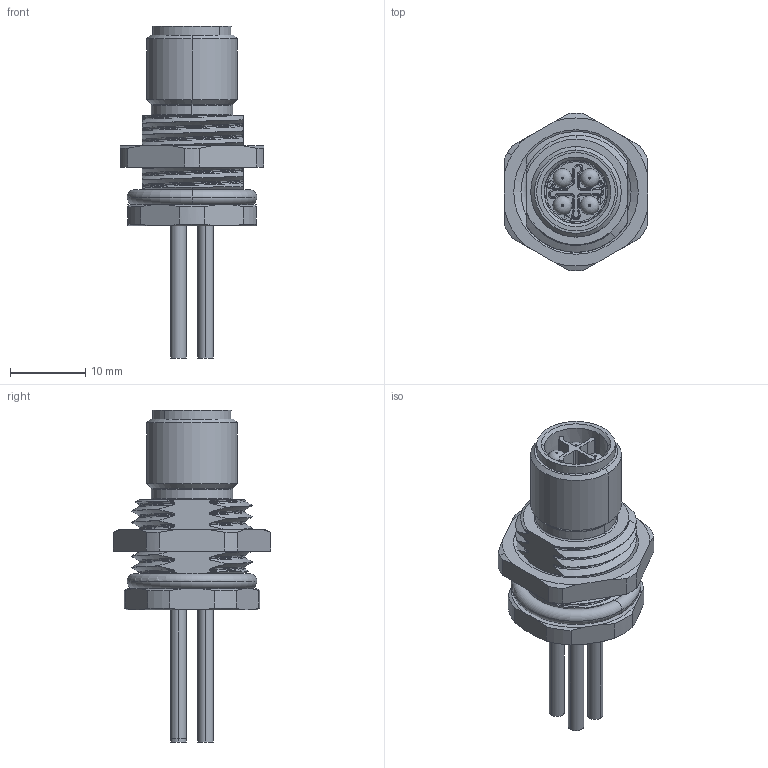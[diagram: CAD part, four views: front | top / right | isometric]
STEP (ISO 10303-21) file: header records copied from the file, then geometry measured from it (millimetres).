
FILE_DESCRIPTION(/* description */ ('Alibre Inc.'),/* implementation_level */ '2;1');
FILE_NAME(/* name */ 'export-564120CC-08D2-4E39-858A-306CC4A00FB1',/* time_stamp */ '2021-02-13T17:31:22+01:00',/* author */ (''),/* organization */ (''),/* preprocessor_version */ 'ST-DEVELOPER v17',/* originating_system */ 'Alibre',/* authorisation */ '');
FILE_SCHEMA (('AUTOMOTIVE_DESIGN'));
Length unit declared in the file: millimetre
Products named in the file (3): BP-L20H0G0AX_XX_SW0001; 415371; 1424132_ASM
Bounding box: 19 x 20.89 x 44 mm (x, y, z)
Volume: 4256.8 mm3; surface area: 3901.1 mm2
Topology: 2 solids, 2 shells, 482 faces, 1285 edges, 811 vertices
Faces by surface type: plane 179, cylinder 108, bspline 86, cone 56, torus 53
Entity records: 41175 total; most frequent: CARTESIAN_POINT 30624, ORIENTED_EDGE 2514, DIRECTION 1679, EDGE_CURVE 1257, VERTEX_POINT 802, AXIS2_PLACEMENT_3D 649, VECTOR 589, LINE 589
